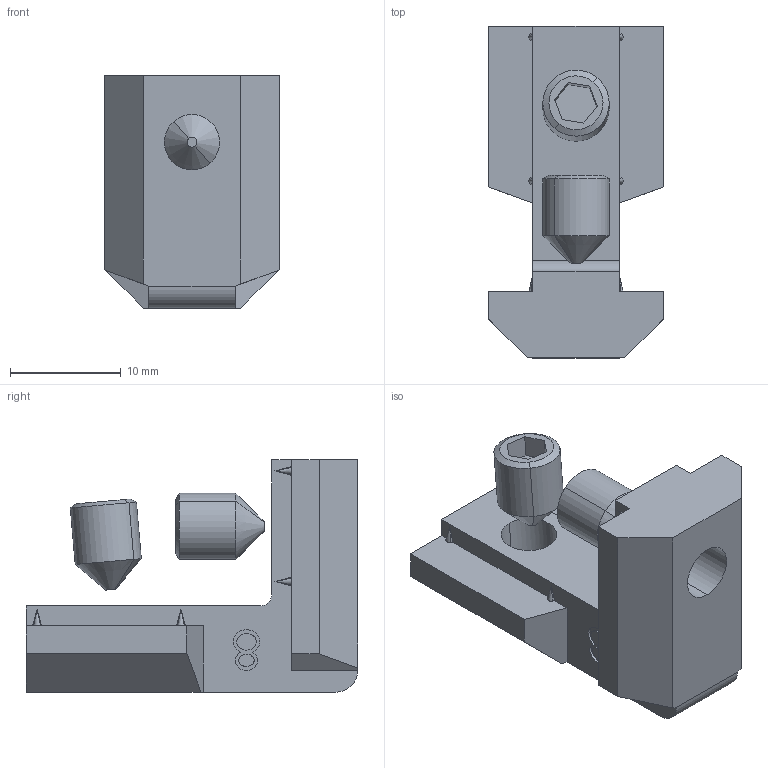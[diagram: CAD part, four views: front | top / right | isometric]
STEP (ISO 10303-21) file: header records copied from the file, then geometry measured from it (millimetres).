
FILE_DESCRIPTION (( 'STEP AP214' ), '1' );
FILE_NAME ('099I90R08.STEP', '2014-08-21T10:29:10', ( '' ), ( '' ), 'SwSTEP 2.0', 'SolidWorks 2014', '' );
FILE_SCHEMA (( 'AUTOMOTIVE_DESIGN' ));
Length unit declared in the file: millimetre
Products named in the file (3): 099I90R08; 099I90R08R01_099I90R08R01; set screw ISO 4027 M6x8_DIN 914 - M6 
Assembly tree (3 placements, depth 2):
  099I90R08
    099I90R08R01_099I90R08R01
    set screw ISO 4027 M6x8_DIN 914 - M6   x2
Bounding box: 15.8 x 30 x 21 mm (x, y, z)
Volume: 3844.5 mm3; surface area: 2530.5 mm2
Topology: 3 solids, 3 shells, 112 faces, 293 edges, 192 vertices
Faces by surface type: plane 69, bspline 17, cone 16, cylinder 10
Entity records: 4121 total; most frequent: CARTESIAN_POINT 1597, ORIENTED_EDGE 522, DIRECTION 427, EDGE_CURVE 261, LINE 191, VECTOR 191, VERTEX_POINT 172, AXIS2_PLACEMENT_3D 118
